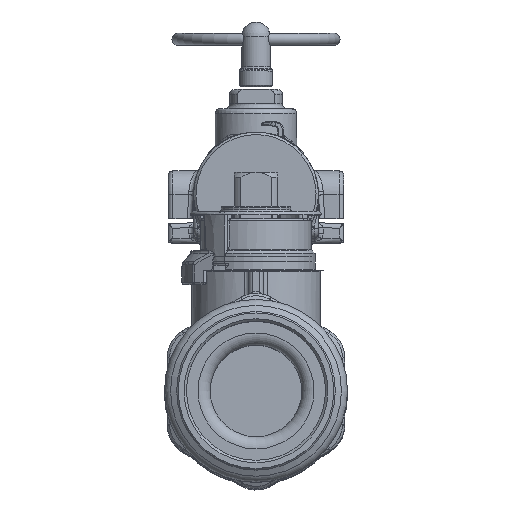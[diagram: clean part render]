
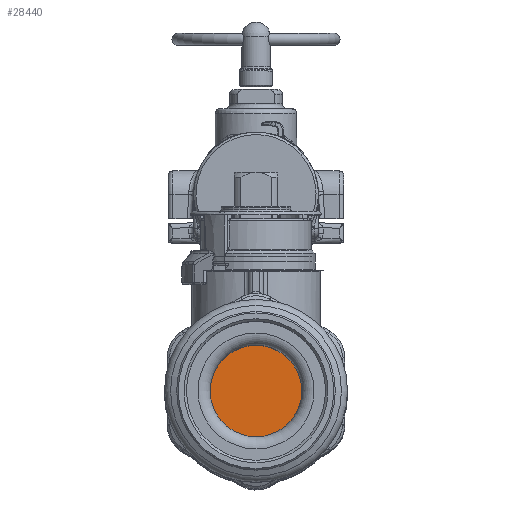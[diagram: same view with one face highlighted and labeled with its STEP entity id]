
A CAD part, top view. The second image highlights one B-rep face of the part: STEP entity #28440.
In plain terms, the highlighted planar face has unit normal (0, 0, 1).
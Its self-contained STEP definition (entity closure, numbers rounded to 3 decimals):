
#897=PLANE('',#31064);
#3193=FACE_OUTER_BOUND('',#5148,.T.);
#5148=EDGE_LOOP('',(#22454));
#8341=CIRCLE('',#31065,14.55);
#12387=VERTEX_POINT('',#87340);
#15889=EDGE_CURVE('',#12387,#12387,#8341,.T.);
#22454=ORIENTED_EDGE('',*,*,#15889,.F.);
#28440=ADVANCED_FACE('',(#3193),#897,.F.);
#31064=AXIS2_PLACEMENT_3D('',#87339,#36112,#36113);
#31065=AXIS2_PLACEMENT_3D('',#87341,#36114,#36115);
#36112=DIRECTION('center_axis',(0.,0.,-1.));
#36113=DIRECTION('ref_axis',(1.,0.,0.));
#36114=DIRECTION('center_axis',(0.,0.,-1.));
#36115=DIRECTION('ref_axis',(1.,0.,0.));
#87339=CARTESIAN_POINT('Origin',(0.,12.25,144.));
#87340=CARTESIAN_POINT('',(-6.976,-12.769,144.));
#87341=CARTESIAN_POINT('Origin',(0.,0.,144.));
